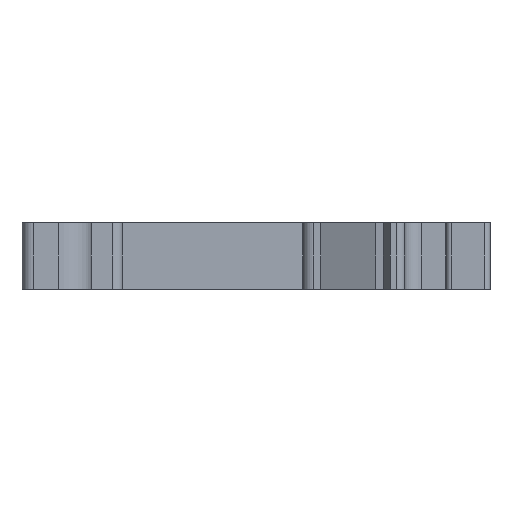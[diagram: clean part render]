
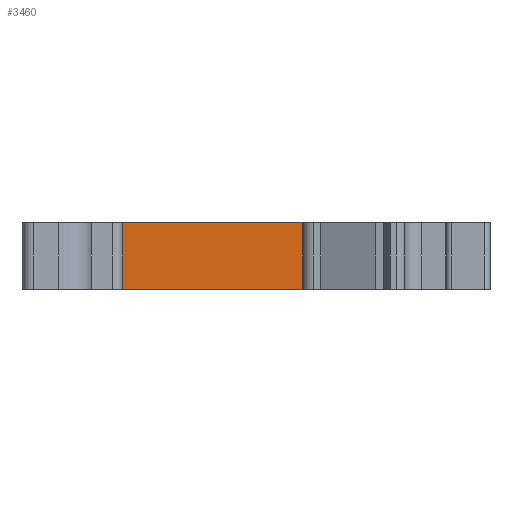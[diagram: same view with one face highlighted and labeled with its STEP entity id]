
A CAD part, front view. The second image highlights one B-rep face of the part: STEP entity #3460.
In plain terms, the highlighted planar face has unit normal (0, -1, 0).
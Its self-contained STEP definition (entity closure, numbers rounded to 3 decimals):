
#914=ORIENTED_EDGE('',*,*,#1588,.T.);
#915=ORIENTED_EDGE('',*,*,#1268,.T.);
#916=ORIENTED_EDGE('',*,*,#1587,.F.);
#917=ORIENTED_EDGE('',*,*,#1527,.F.);
#1268=EDGE_CURVE('',#1775,#1774,#2080,.T.);
#1527=EDGE_CURVE('',#1933,#1934,#2287,.T.);
#1587=EDGE_CURVE('',#1934,#1774,#2346,.T.);
#1588=EDGE_CURVE('',#1933,#1775,#2347,.T.);
#1774=VERTEX_POINT('',#4961);
#1775=VERTEX_POINT('',#4963);
#1933=VERTEX_POINT('',#5475);
#1934=VERTEX_POINT('',#5477);
#2080=LINE('',#4962,#2503);
#2287=LINE('',#5476,#2710);
#2346=LINE('',#5594,#2769);
#2347=LINE('',#5596,#2770);
#2503=VECTOR('',#3939,1000.);
#2710=VECTOR('',#4442,1000.);
#2769=VECTOR('',#4545,1000.);
#2770=VECTOR('',#4548,1000.);
#2967=EDGE_LOOP('',(#914,#915,#916,#917));
#3146=FACE_BOUND('',#2967,.T.);
#3287=PLANE('',#3733);
#3460=ADVANCED_FACE('',(#3146),#3287,.F.);
#3733=AXIS2_PLACEMENT_3D('',#5595,#4546,#4547);
#3939=DIRECTION('',(-1.,0.,0.));
#4442=DIRECTION('',(-1.,0.,0.));
#4545=DIRECTION('',(0.,0.,1.));
#4546=DIRECTION('',(0.,1.,0.));
#4547=DIRECTION('',(0.,0.,1.));
#4548=DIRECTION('',(0.,0.,1.));
#4961=CARTESIAN_POINT('',(-15.15,4.822,6.));
#4962=CARTESIAN_POINT('',(3.,4.822,6.));
#4963=CARTESIAN_POINT('',(3.,4.822,6.));
#5475=CARTESIAN_POINT('',(3.,4.822,0.));
#5476=CARTESIAN_POINT('',(3.,4.822,0.));
#5477=CARTESIAN_POINT('',(-15.15,4.822,0.));
#5594=CARTESIAN_POINT('',(-15.15,4.822,-50.886));
#5595=CARTESIAN_POINT('',(3.,4.822,-50.886));
#5596=CARTESIAN_POINT('',(3.,4.822,-50.886));
